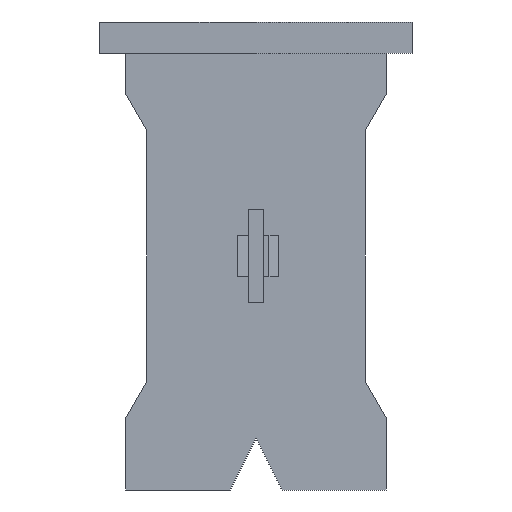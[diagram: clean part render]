
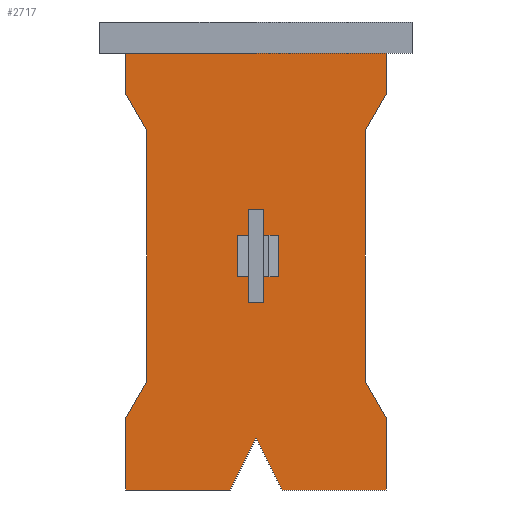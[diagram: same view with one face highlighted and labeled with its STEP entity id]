
A CAD part, left-side view. The second image highlights one B-rep face of the part: STEP entity #2717.
In plain terms, the highlighted planar face has unit normal (-1, 0, 0).
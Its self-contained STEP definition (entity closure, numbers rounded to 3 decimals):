
#2688=AXIS2_PLACEMENT_3D('Plane Axis2P3D',#2685,#2686,#2687) ;
#2001=CARTESIAN_POINT('Vertex',(0.,-75.,225.)) ;
#2006=CARTESIAN_POINT('Line Origine',(0.,-75.,210.)) ;
#2010=CARTESIAN_POINT('Vertex',(0.,-75.,195.)) ;
#2037=CARTESIAN_POINT('Line Origine',(0.,-100.,195.)) ;
#2041=CARTESIAN_POINT('Vertex',(0.,-125.,195.)) ;
#2068=CARTESIAN_POINT('Line Origine',(0.,-125.,175.)) ;
#2072=CARTESIAN_POINT('Vertex',(0.,-125.,155.)) ;
#2099=CARTESIAN_POINT('Line Origine',(0.,-115.,137.679)) ;
#2103=CARTESIAN_POINT('Vertex',(0.,-105.,120.359)) ;
#2130=CARTESIAN_POINT('Line Origine',(0.,-105.,0.)) ;
#2134=CARTESIAN_POINT('Vertex',(0.,-105.,-120.359)) ;
#2161=CARTESIAN_POINT('Line Origine',(0.,-115.,-137.679)) ;
#2165=CARTESIAN_POINT('Vertex',(0.,-125.,-155.)) ;
#2187=CARTESIAN_POINT('Line Origine',(0.,-125.,-190.)) ;
#2191=CARTESIAN_POINT('Vertex',(0.,-125.,-225.)) ;
#2218=CARTESIAN_POINT('Line Origine',(0.,-75.,-225.)) ;
#2222=CARTESIAN_POINT('Vertex',(0.,-25.,-225.)) ;
#2249=CARTESIAN_POINT('Line Origine',(0.,-12.5,-200.)) ;
#2253=CARTESIAN_POINT('Vertex',(0.,0.,-175.)) ;
#2280=CARTESIAN_POINT('Line Origine',(0.,12.5,-200.)) ;
#2284=CARTESIAN_POINT('Vertex',(0.,25.,-225.)) ;
#2306=CARTESIAN_POINT('Line Origine',(0.,75.,-225.)) ;
#2310=CARTESIAN_POINT('Vertex',(0.,125.,-225.)) ;
#2337=CARTESIAN_POINT('Line Origine',(0.,125.,-190.)) ;
#2341=CARTESIAN_POINT('Vertex',(0.,125.,-155.)) ;
#2368=CARTESIAN_POINT('Line Origine',(0.,115.,-137.679)) ;
#2372=CARTESIAN_POINT('Vertex',(0.,105.,-120.359)) ;
#2399=CARTESIAN_POINT('Line Origine',(0.,105.,0.)) ;
#2403=CARTESIAN_POINT('Vertex',(0.,105.,120.359)) ;
#2430=CARTESIAN_POINT('Line Origine',(0.,115.,137.679)) ;
#2434=CARTESIAN_POINT('Vertex',(0.,125.,155.)) ;
#2456=CARTESIAN_POINT('Line Origine',(0.,125.,175.)) ;
#2460=CARTESIAN_POINT('Vertex',(0.,125.,195.)) ;
#2482=CARTESIAN_POINT('Line Origine',(0.,100.,195.)) ;
#2486=CARTESIAN_POINT('Vertex',(0.,75.,195.)) ;
#2513=CARTESIAN_POINT('Line Origine',(0.,75.,210.)) ;
#2517=CARTESIAN_POINT('Vertex',(0.,75.,225.)) ;
#2544=CARTESIAN_POINT('Line Origine',(0.,0.,225.)) ;
#2579=CARTESIAN_POINT('Vertex',(0.,-7.5,45.)) ;
#2582=CARTESIAN_POINT('Line Origine',(0.,0.,45.)) ;
#2586=CARTESIAN_POINT('Vertex',(0.,7.5,45.)) ;
#2613=CARTESIAN_POINT('Line Origine',(0.,7.5,0.)) ;
#2617=CARTESIAN_POINT('Vertex',(0.,7.5,-45.)) ;
#2644=CARTESIAN_POINT('Line Origine',(0.,0.,-45.)) ;
#2648=CARTESIAN_POINT('Vertex',(0.,-7.5,-45.)) ;
#2673=CARTESIAN_POINT('Line Origine',(0.,-7.5,0.)) ;
#2685=CARTESIAN_POINT('Axis2P3D Location',(0.,0.,0.)) ;
#2007=DIRECTION('Vector Direction',(0.,0.,1.)) ;
#2038=DIRECTION('Vector Direction',(0.,-1.,0.)) ;
#2069=DIRECTION('Vector Direction',(0.,0.,-1.)) ;
#2100=DIRECTION('Vector Direction',(0.,-0.5,0.866)) ;
#2131=DIRECTION('Vector Direction',(0.,0.,1.)) ;
#2162=DIRECTION('Vector Direction',(0.,-0.5,-0.866)) ;
#2188=DIRECTION('Vector Direction',(0.,0.,1.)) ;
#2219=DIRECTION('Vector Direction',(0.,-1.,0.)) ;
#2250=DIRECTION('Vector Direction',(0.,0.447,0.894)) ;
#2281=DIRECTION('Vector Direction',(0.,-0.447,0.894)) ;
#2307=DIRECTION('Vector Direction',(0.,1.,0.)) ;
#2338=DIRECTION('Vector Direction',(0.,0.,1.)) ;
#2369=DIRECTION('Vector Direction',(0.,0.5,-0.866)) ;
#2400=DIRECTION('Vector Direction',(0.,0.,1.)) ;
#2431=DIRECTION('Vector Direction',(0.,0.5,0.866)) ;
#2457=DIRECTION('Vector Direction',(0.,0.,1.)) ;
#2483=DIRECTION('Vector Direction',(0.,1.,0.)) ;
#2514=DIRECTION('Vector Direction',(0.,0.,1.)) ;
#2545=DIRECTION('Vector Direction',(0.,1.,0.)) ;
#2583=DIRECTION('Vector Direction',(0.,1.,0.)) ;
#2614=DIRECTION('Vector Direction',(0.,0.,1.)) ;
#2645=DIRECTION('Vector Direction',(0.,-1.,0.)) ;
#2674=DIRECTION('Vector Direction',(0.,0.,-1.)) ;
#2686=DIRECTION('Axis2P3D Direction',(1.,0.,0.)) ;
#2687=DIRECTION('Axis2P3D XDirection',(0.,1.,0.)) ;
#2008=VECTOR('Line Direction',#2007,1.) ;
#2039=VECTOR('Line Direction',#2038,1.) ;
#2070=VECTOR('Line Direction',#2069,1.) ;
#2101=VECTOR('Line Direction',#2100,1.) ;
#2132=VECTOR('Line Direction',#2131,1.) ;
#2163=VECTOR('Line Direction',#2162,1.) ;
#2189=VECTOR('Line Direction',#2188,1.) ;
#2220=VECTOR('Line Direction',#2219,1.) ;
#2251=VECTOR('Line Direction',#2250,1.) ;
#2282=VECTOR('Line Direction',#2281,1.) ;
#2308=VECTOR('Line Direction',#2307,1.) ;
#2339=VECTOR('Line Direction',#2338,1.) ;
#2370=VECTOR('Line Direction',#2369,1.) ;
#2401=VECTOR('Line Direction',#2400,1.) ;
#2432=VECTOR('Line Direction',#2431,1.) ;
#2458=VECTOR('Line Direction',#2457,1.) ;
#2484=VECTOR('Line Direction',#2483,1.) ;
#2515=VECTOR('Line Direction',#2514,1.) ;
#2546=VECTOR('Line Direction',#2545,1.) ;
#2584=VECTOR('Line Direction',#2583,1.) ;
#2615=VECTOR('Line Direction',#2614,1.) ;
#2646=VECTOR('Line Direction',#2645,1.) ;
#2675=VECTOR('Line Direction',#2674,1.) ;
#2691=ORIENTED_EDGE('',*,*,#2548,.F.) ;
#2692=ORIENTED_EDGE('',*,*,#2519,.F.) ;
#2693=ORIENTED_EDGE('',*,*,#2488,.F.) ;
#2694=ORIENTED_EDGE('',*,*,#2462,.F.) ;
#2695=ORIENTED_EDGE('',*,*,#2436,.F.) ;
#2696=ORIENTED_EDGE('',*,*,#2405,.F.) ;
#2697=ORIENTED_EDGE('',*,*,#2374,.F.) ;
#2698=ORIENTED_EDGE('',*,*,#2343,.F.) ;
#2699=ORIENTED_EDGE('',*,*,#2312,.F.) ;
#2700=ORIENTED_EDGE('',*,*,#2286,.F.) ;
#2701=ORIENTED_EDGE('',*,*,#2255,.F.) ;
#2702=ORIENTED_EDGE('',*,*,#2224,.F.) ;
#2703=ORIENTED_EDGE('',*,*,#2193,.F.) ;
#2704=ORIENTED_EDGE('',*,*,#2167,.F.) ;
#2705=ORIENTED_EDGE('',*,*,#2136,.F.) ;
#2706=ORIENTED_EDGE('',*,*,#2105,.F.) ;
#2707=ORIENTED_EDGE('',*,*,#2074,.F.) ;
#2708=ORIENTED_EDGE('',*,*,#2043,.F.) ;
#2709=ORIENTED_EDGE('',*,*,#2012,.F.) ;
#2712=ORIENTED_EDGE('',*,*,#2677,.T.) ;
#2713=ORIENTED_EDGE('',*,*,#2650,.T.) ;
#2714=ORIENTED_EDGE('',*,*,#2619,.T.) ;
#2715=ORIENTED_EDGE('',*,*,#2588,.T.) ;
#2716=FACE_BOUND('',#2711,.T.) ;
#2717=ADVANCED_FACE('PartBody',(#2710,#2716),#2689,.F.) ;
#2012=EDGE_CURVE('',#2002,#2011,#2009,.F.) ;
#2043=EDGE_CURVE('',#2011,#2042,#2040,.T.) ;
#2074=EDGE_CURVE('',#2042,#2073,#2071,.T.) ;
#2105=EDGE_CURVE('',#2073,#2104,#2102,.F.) ;
#2136=EDGE_CURVE('',#2104,#2135,#2133,.F.) ;
#2167=EDGE_CURVE('',#2135,#2166,#2164,.T.) ;
#2193=EDGE_CURVE('',#2166,#2192,#2190,.F.) ;
#2224=EDGE_CURVE('',#2192,#2223,#2221,.F.) ;
#2255=EDGE_CURVE('',#2223,#2254,#2252,.T.) ;
#2286=EDGE_CURVE('',#2254,#2285,#2283,.F.) ;
#2312=EDGE_CURVE('',#2285,#2311,#2309,.T.) ;
#2343=EDGE_CURVE('',#2311,#2342,#2340,.T.) ;
#2374=EDGE_CURVE('',#2342,#2373,#2371,.F.) ;
#2405=EDGE_CURVE('',#2373,#2404,#2402,.T.) ;
#2436=EDGE_CURVE('',#2404,#2435,#2433,.T.) ;
#2462=EDGE_CURVE('',#2435,#2461,#2459,.T.) ;
#2488=EDGE_CURVE('',#2461,#2487,#2485,.F.) ;
#2519=EDGE_CURVE('',#2487,#2518,#2516,.T.) ;
#2548=EDGE_CURVE('',#2518,#2002,#2547,.F.) ;
#2588=EDGE_CURVE('',#2587,#2580,#2585,.F.) ;
#2619=EDGE_CURVE('',#2618,#2587,#2616,.T.) ;
#2650=EDGE_CURVE('',#2649,#2618,#2647,.F.) ;
#2677=EDGE_CURVE('',#2580,#2649,#2676,.T.) ;
#2690=EDGE_LOOP('',(#2691,#2692,#2693,#2694,#2695,#2696,#2697,#2698,#2699,#2700,#2701,#2702,#2703,#2704,#2705,#2706,#2707,#2708,#2709)) ;
#2711=EDGE_LOOP('',(#2712,#2713,#2714,#2715)) ;
#2710=FACE_OUTER_BOUND('',#2690,.T.) ;
#2009=LINE('Line',#2006,#2008) ;
#2040=LINE('Line',#2037,#2039) ;
#2071=LINE('Line',#2068,#2070) ;
#2102=LINE('Line',#2099,#2101) ;
#2133=LINE('Line',#2130,#2132) ;
#2164=LINE('Line',#2161,#2163) ;
#2190=LINE('Line',#2187,#2189) ;
#2221=LINE('Line',#2218,#2220) ;
#2252=LINE('Line',#2249,#2251) ;
#2283=LINE('Line',#2280,#2282) ;
#2309=LINE('Line',#2306,#2308) ;
#2340=LINE('Line',#2337,#2339) ;
#2371=LINE('Line',#2368,#2370) ;
#2402=LINE('Line',#2399,#2401) ;
#2433=LINE('Line',#2430,#2432) ;
#2459=LINE('Line',#2456,#2458) ;
#2485=LINE('Line',#2482,#2484) ;
#2516=LINE('Line',#2513,#2515) ;
#2547=LINE('Line',#2544,#2546) ;
#2585=LINE('Line',#2582,#2584) ;
#2616=LINE('Line',#2613,#2615) ;
#2647=LINE('Line',#2644,#2646) ;
#2676=LINE('Line',#2673,#2675) ;
#2689=PLANE('Plane',#2688) ;
#2002=VERTEX_POINT('',#2001) ;
#2011=VERTEX_POINT('',#2010) ;
#2042=VERTEX_POINT('',#2041) ;
#2073=VERTEX_POINT('',#2072) ;
#2104=VERTEX_POINT('',#2103) ;
#2135=VERTEX_POINT('',#2134) ;
#2166=VERTEX_POINT('',#2165) ;
#2192=VERTEX_POINT('',#2191) ;
#2223=VERTEX_POINT('',#2222) ;
#2254=VERTEX_POINT('',#2253) ;
#2285=VERTEX_POINT('',#2284) ;
#2311=VERTEX_POINT('',#2310) ;
#2342=VERTEX_POINT('',#2341) ;
#2373=VERTEX_POINT('',#2372) ;
#2404=VERTEX_POINT('',#2403) ;
#2435=VERTEX_POINT('',#2434) ;
#2461=VERTEX_POINT('',#2460) ;
#2487=VERTEX_POINT('',#2486) ;
#2518=VERTEX_POINT('',#2517) ;
#2580=VERTEX_POINT('',#2579) ;
#2587=VERTEX_POINT('',#2586) ;
#2618=VERTEX_POINT('',#2617) ;
#2649=VERTEX_POINT('',#2648) ;
